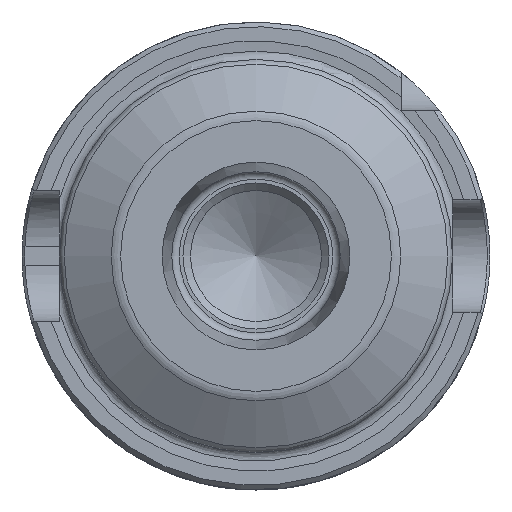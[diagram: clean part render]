
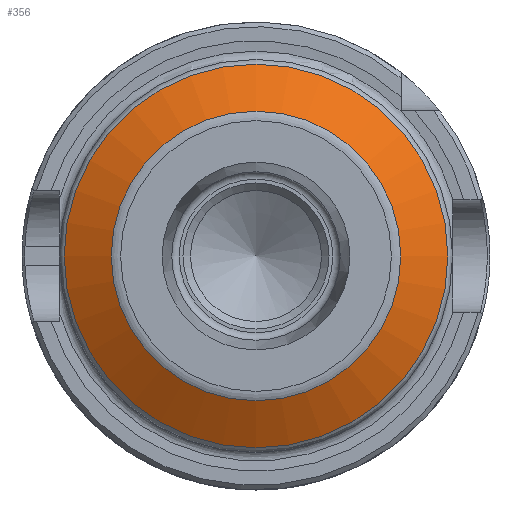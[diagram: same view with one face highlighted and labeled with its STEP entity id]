
A CAD part, left-side view. The second image highlights one B-rep face of the part: STEP entity #356.
In plain terms, the highlighted conical face has half-angle 60 degrees and reference radius 20.5 mm.
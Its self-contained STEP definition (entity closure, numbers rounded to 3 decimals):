
#98=FACE_BOUND('',#591,.T.);
#99=FACE_BOUND('',#592,.T.);
#175=CONICAL_SURFACE('',#1834,20.5,60.);
#356=ADVANCED_FACE('',(#98,#99),#175,.T.);
#591=EDGE_LOOP('',(#1173));
#592=EDGE_LOOP('',(#1174));
#1173=ORIENTED_EDGE('',*,*,#1571,.F.);
#1174=ORIENTED_EDGE('',*,*,#1574,.T.);
#1343=VERTEX_POINT('',#3382);
#1346=VERTEX_POINT('',#3391);
#1571=EDGE_CURVE('',#1343,#1343,#1650,.T.);
#1574=EDGE_CURVE('',#1346,#1346,#1653,.T.);
#1650=CIRCLE('',#1827,20.5);
#1653=CIRCLE('',#1833,15.464);
#1827=AXIS2_PLACEMENT_3D('',#3381,#2229,#2230);
#1833=AXIS2_PLACEMENT_3D('',#3390,#2241,#2242);
#1834=AXIS2_PLACEMENT_3D('',#3392,#2243,#2244);
#2229=DIRECTION('',(1.,0.,0.));
#2230=DIRECTION('',(0.,1.,0.));
#2241=DIRECTION('',(1.,0.,0.));
#2242=DIRECTION('',(0.,1.,0.));
#2243=DIRECTION('',(1.,0.,0.));
#2244=DIRECTION('',(0.,1.,0.));
#3381=CARTESIAN_POINT('',(-8.825,0.,0.));
#3382=CARTESIAN_POINT('',(-8.825,20.5,0.));
#3390=CARTESIAN_POINT('',(-11.732,0.,0.));
#3391=CARTESIAN_POINT('',(-11.732,15.464,0.));
#3392=CARTESIAN_POINT('',(-8.825,0.,0.));
